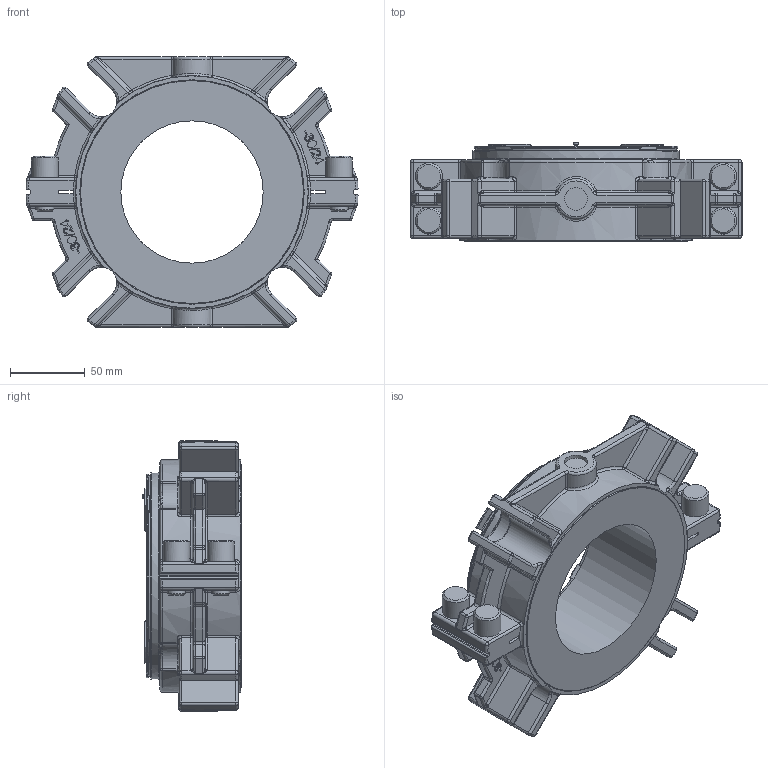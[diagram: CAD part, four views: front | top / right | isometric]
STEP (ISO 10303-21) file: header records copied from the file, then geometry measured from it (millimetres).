
FILE_DESCRIPTION(/* description */ ('Unknown'),/* implementation_level */ '2;1');
FILE_NAME(/* name */ '3.750 RDSX -30_24 SEAL ARRANGEMENT',/* time_stamp */ '2023-02-14T11:55:06-05:00',/* author */ ('Unknown'),/* organization */ ('Unknown'),/* preprocessor_version */ 'ST-DEVELOPER v16.7',/* originating_system */ 'Solid Edge',/* authorisation */ 'Unknown');
FILE_SCHEMA (('AUTOMOTIVE_DESIGN {1 0 10303 214 3 1 1}'));
Length unit declared in the file: millimetre
Products named in the file (1): 3119347
Bounding box: 222.19 x 66.04 x 180.81 mm (x, y, z)
Volume: 942076.4 mm3; surface area: 130728.2 mm2
Topology: 1 solids, 3 shells, 1030 faces, 2548 edges, 1484 vertices
Faces by surface type: cylinder 304, plane 252, torus 200, bspline 178, sphere 80, cone 16
Full cylindrical faces by diameter (mm): 2.667 x1, 3.175 x2, 12 x8, 15.342 x2, 18 x4, 95.25 x1, 133.985 x1, 136.525 x1, 138.43 x1, 149.225 x1, 149.733 x1
Entity records: 31884 total; most frequent: CARTESIAN_POINT 8882, DIRECTION 4886, ORIENTED_EDGE 4792, EDGE_CURVE 2396, AXIS2_PLACEMENT_3D 2002, VERTEX_POINT 1436, EDGE_LOOP 1114, FACE_BOUND 1114
